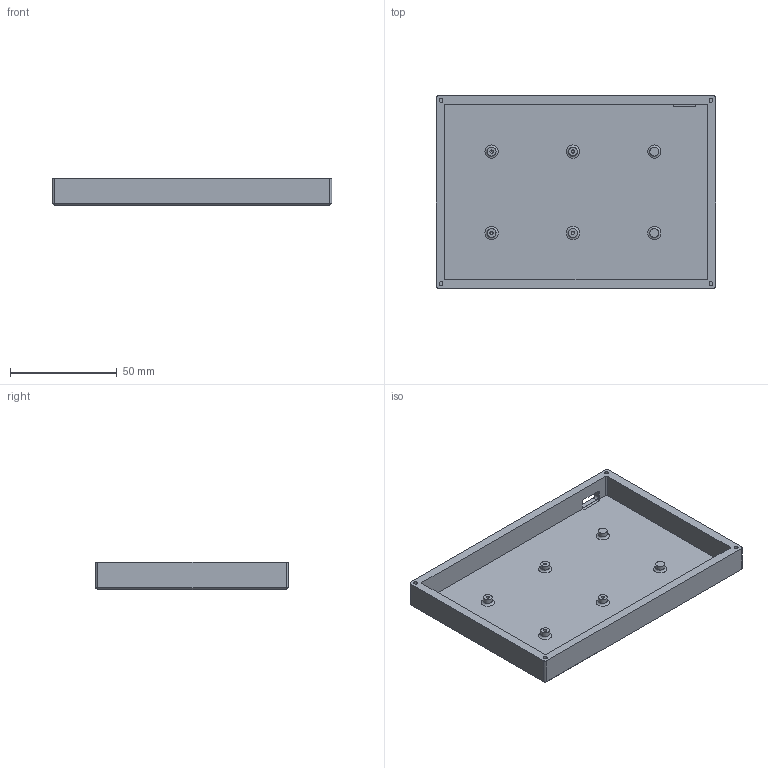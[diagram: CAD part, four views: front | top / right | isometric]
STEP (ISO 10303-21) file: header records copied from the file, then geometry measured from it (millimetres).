
FILE_DESCRIPTION(/* description */ (''),/* implementation_level */ '2;1');
FILE_NAME(/* name */ 'Cav16 Case v11.step',/* time_stamp */ '2025-08-03T20:36:14+01:00',/* author */ (''),/* organization */ (''),/* preprocessor_version */ 'ST-DEVELOPER v20.1',/* originating_system */ 'Autodesk Translation Framework v14.10.0.0',/* authorisation */ '');
FILE_SCHEMA (('AUTOMOTIVE_DESIGN { 1 0 10303 214 3 1 1 }'));
Length unit declared in the file: millimetre
Products named in the file (1): Cav16 Case
Bounding box: 130.8 x 90.2 x 13 mm (x, y, z)
Volume: 42025.1 mm3; surface area: 33871.8 mm2
Topology: 1 solids, 1 shells, 97 faces, 219 edges, 130 vertices
Faces by surface type: plane 43, cylinder 30, cone 16, torus 6, bspline 2
Full cylindrical faces by diameter (mm): 1.5 x4, 1.8 x4, 4.2 x6
Entity records: 2796 total; most frequent: CARTESIAN_POINT 497, DIRECTION 481, ORIENTED_EDGE 422, EDGE_CURVE 211, AXIS2_PLACEMENT_3D 178, VERTEX_POINT 130, LINE 125, VECTOR 125
